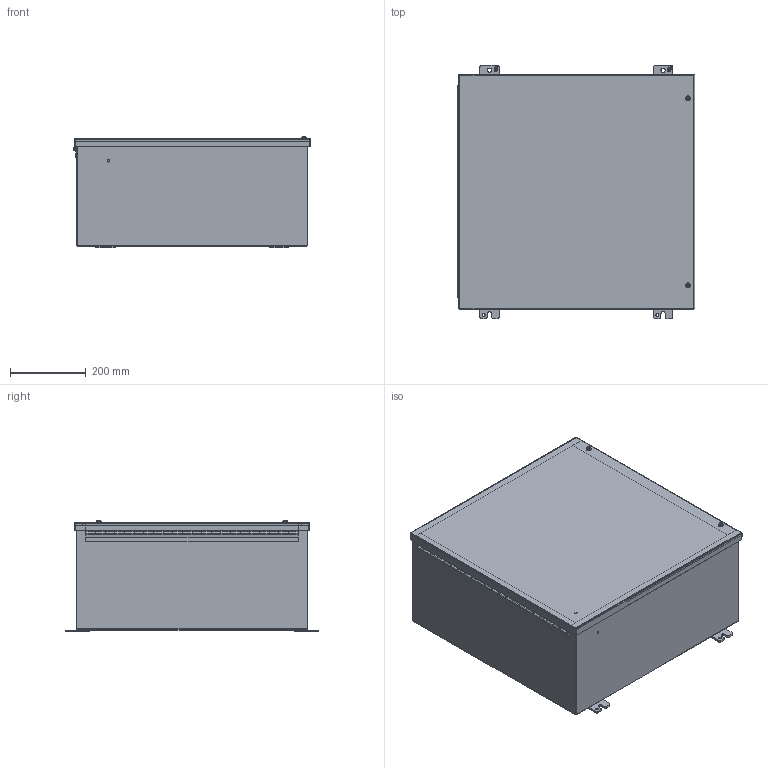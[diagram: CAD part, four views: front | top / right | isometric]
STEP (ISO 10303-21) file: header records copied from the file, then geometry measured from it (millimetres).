
FILE_DESCRIPTION (( 'STEP AP203' ), '1' );
FILE_NAME ('1418JJ11_Default.step', '2019-10-31T18:02:55', ( '' ), ( '' ), 'SwSTEP 2.0', 'SolidWorks 2018', '' );
FILE_SCHEMA (( 'CONFIG_CONTROL_DESIGN' ));
Length unit declared in the file: inch
Products named in the file (1): 1418JJ11_Default
Bounding box: 624.93 x 666.75 x 293.9 mm (x, y, z)
Volume: 4041941.3 mm3; surface area: 3975029 mm2
Topology: 34 solids, 34 shells, 912 faces, 2349 edges, 1528 vertices
Faces by surface type: plane 561, cylinder 309, bspline 30, cone 12
Entity records: 28120 total; most frequent: CARTESIAN_POINT 5410, DIRECTION 4715, ORIENTED_EDGE 4694, EDGE_CURVE 2347, LINE 1641, VECTOR 1641, AXIS2_PLACEMENT_3D 1537, VERTEX_POINT 1528
